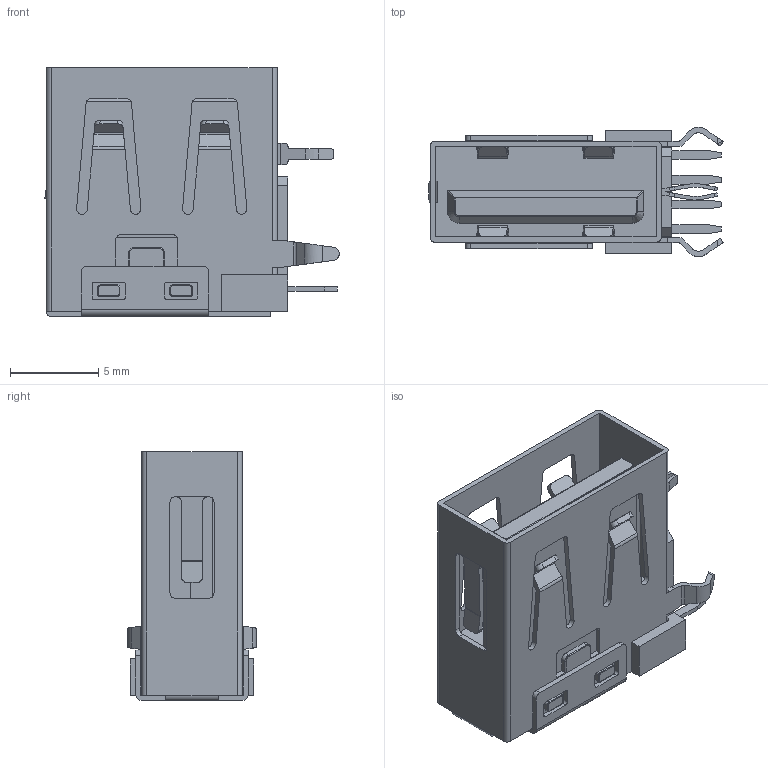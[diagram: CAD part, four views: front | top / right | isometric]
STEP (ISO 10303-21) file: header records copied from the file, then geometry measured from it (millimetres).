
FILE_DESCRIPTION((''),'2;1');
FILE_NAME('U-A-24D1-W-7','2022-03-11T',('Administrator'),(''),'CREO PARAMETRIC BY PTC INC, 2018070','CREO PARAMETRIC BY PTC INC, 2018070','');
FILE_SCHEMA(('AUTOMOTIVE_DESIGN { 1 0 10303 214 1 1 1 1 }'));
Length unit declared in the file: millimetre
Products named in the file (1): U-A-24D1-W-7
Bounding box: 16.67 x 7.31 x 14.1 mm (x, y, z)
Volume: 634.5 mm3; surface area: 1380.4 mm2
Topology: 1 solids, 1 shells, 677 faces, 1889 edges, 1231 vertices
Faces by surface type: plane 431, cylinder 219, torus 22, cone 2, sphere 2, bspline 1
Entity records: 27730 total; most frequent: CARTESIAN_POINT 4300, ORIENTED_EDGE 3778, DIRECTION 3529, PRESENTATION_STYLE_ASSIGNMENT 1899, STYLED_ITEM 1890, CURVE_STYLE 1889, EDGE_CURVE 1889, VECTOR 1413
